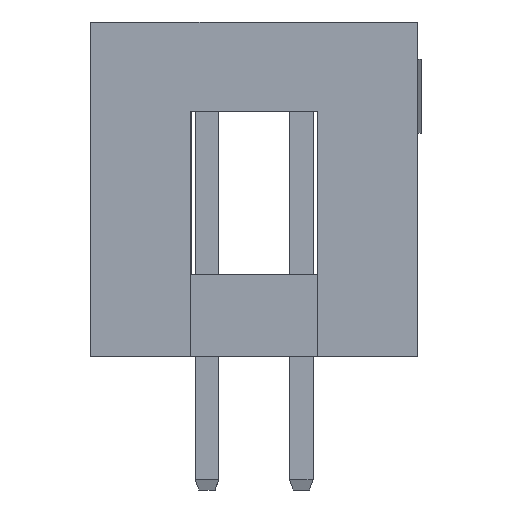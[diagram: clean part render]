
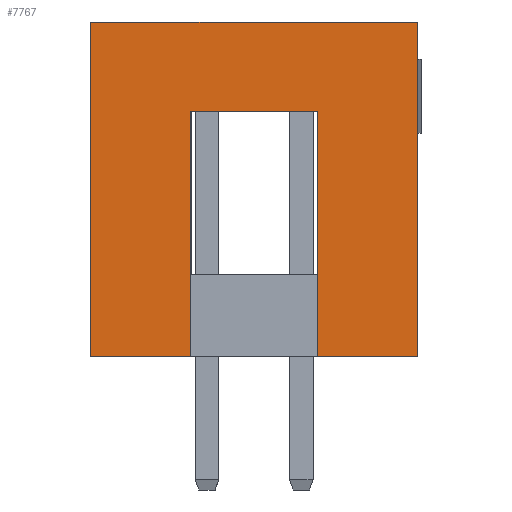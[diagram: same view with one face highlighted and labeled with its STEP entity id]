
A CAD part, left-side view. The second image highlights one B-rep face of the part: STEP entity #7767.
In plain terms, the highlighted planar face has unit normal (-1, 0, 0).
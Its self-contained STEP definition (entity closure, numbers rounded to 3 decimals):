
#318 = CARTESIAN_POINT ( 'NONE',  ( -5.17, -3.13, 9. ) ) ;
#448 = EDGE_CURVE ( 'NONE', #5807, #4681, #1293, .T. ) ;
#955 = FACE_OUTER_BOUND ( 'NONE', #8410, .T. ) ;
#1079 = LINE ( 'NONE', #6306, #7660 ) ;
#1206 = EDGE_CURVE ( 'NONE', #7331, #9556, #1079, .T. ) ;
#1293 = LINE ( 'NONE', #9865, #8781 ) ;
#1465 = CARTESIAN_POINT ( 'NONE',  ( -5.17, 2.97, 6.6 ) ) ;
#1703 = VERTEX_POINT ( 'NONE', #11749 ) ;
#1733 = ORIENTED_EDGE ( 'NONE', *, *, #1206, .F. ) ;
#1938 = ORIENTED_EDGE ( 'NONE', *, *, #12009, .T. ) ;
#2171 = LINE ( 'NONE', #12431, #6581 ) ;
#2348 = CARTESIAN_POINT ( 'NONE',  ( -5.17, -0.43, 0. ) ) ;
#2848 = VECTOR ( 'NONE', #6918, 1000. ) ;
#3014 = DIRECTION ( 'NONE',  ( 0., -1., 0. ) ) ;
#3224 = CARTESIAN_POINT ( 'NONE',  ( -5.17, 0., 0. ) ) ;
#3497 = DIRECTION ( 'NONE',  ( 0., -1., 0. ) ) ;
#3522 = ORIENTED_EDGE ( 'NONE', *, *, #7469, .T. ) ;
#3532 = CARTESIAN_POINT ( 'NONE',  ( -5.17, 5.67, 0. ) ) ;
#3564 = DIRECTION ( 'NONE',  ( 0., 0., -1. ) ) ;
#4670 = CARTESIAN_POINT ( 'NONE',  ( -5.17, 0., 6.6 ) ) ;
#4681 = VERTEX_POINT ( 'NONE', #4800 ) ;
#4800 = CARTESIAN_POINT ( 'NONE',  ( -5.17, 2.97, 0. ) ) ;
#5442 = VERTEX_POINT ( 'NONE', #11323 ) ;
#5446 = DIRECTION ( 'NONE',  ( -1., 0., 0. ) ) ;
#5806 = EDGE_CURVE ( 'NONE', #7548, #13999, #9114, .T. ) ;
#5807 = VERTEX_POINT ( 'NONE', #13838 ) ;
#6303 = ORIENTED_EDGE ( 'NONE', *, *, #5806, .T. ) ;
#6306 = CARTESIAN_POINT ( 'NONE',  ( -5.17, 0., 9. ) ) ;
#6518 = VECTOR ( 'NONE', #3497, 1000. ) ;
#6541 = DIRECTION ( 'NONE',  ( 0., 0., 1. ) ) ;
#6581 = VECTOR ( 'NONE', #6541, 1000. ) ;
#6650 = LINE ( 'NONE', #8940, #6518 ) ;
#6864 = ORIENTED_EDGE ( 'NONE', *, *, #8123, .T. ) ;
#6918 = DIRECTION ( 'NONE',  ( 0., 0., 1. ) ) ;
#7231 = VECTOR ( 'NONE', #9441, 1000. ) ;
#7331 = VERTEX_POINT ( 'NONE', #9348 ) ;
#7469 = EDGE_CURVE ( 'NONE', #1703, #9556, #2171, .T. ) ;
#7510 = CARTESIAN_POINT ( 'NONE',  ( -5.17, 2.97, 0. ) ) ;
#7548 = VERTEX_POINT ( 'NONE', #1465 ) ;
#7660 = VECTOR ( 'NONE', #3014, 1000. ) ;
#7699 = VECTOR ( 'NONE', #11840, 1000. ) ;
#7767 = ADVANCED_FACE ( 'NONE', ( #955 ), #12991, .T. ) ;
#8123 = EDGE_CURVE ( 'NONE', #4681, #7548, #10848, .T. ) ;
#8410 = EDGE_LOOP ( 'NONE', ( #6864, #6303, #1938, #10450, #3522, #1733, #8651, #13359 ) ) ;
#8651 = ORIENTED_EDGE ( 'NONE', *, *, #13700, .F. ) ;
#8781 = VECTOR ( 'NONE', #12125, 1000. ) ;
#8940 = CARTESIAN_POINT ( 'NONE',  ( -5.17, 0., 0. ) ) ;
#9114 = LINE ( 'NONE', #4670, #7231 ) ;
#9348 = CARTESIAN_POINT ( 'NONE',  ( -5.17, 5.67, 9. ) ) ;
#9441 = DIRECTION ( 'NONE',  ( 0., -1., 0. ) ) ;
#9556 = VERTEX_POINT ( 'NONE', #318 ) ;
#9807 = DIRECTION ( 'NONE',  ( 0., 0., 1. ) ) ;
#9823 = CARTESIAN_POINT ( 'NONE',  ( -5.17, -0.43, 6.6 ) ) ;
#9865 = CARTESIAN_POINT ( 'NONE',  ( -5.17, 0., 0. ) ) ;
#10450 = ORIENTED_EDGE ( 'NONE', *, *, #12976, .T. ) ;
#10848 = LINE ( 'NONE', #7510, #7699 ) ;
#11142 = LINE ( 'NONE', #2348, #13002 ) ;
#11323 = CARTESIAN_POINT ( 'NONE',  ( -5.17, -0.43, 0. ) ) ;
#11749 = CARTESIAN_POINT ( 'NONE',  ( -5.17, -3.13, 0. ) ) ;
#11840 = DIRECTION ( 'NONE',  ( 0., 0., 1. ) ) ;
#12009 = EDGE_CURVE ( 'NONE', #13999, #5442, #11142, .T. ) ;
#12125 = DIRECTION ( 'NONE',  ( 0., -1., 0. ) ) ;
#12431 = CARTESIAN_POINT ( 'NONE',  ( -5.17, -3.13, 0. ) ) ;
#12976 = EDGE_CURVE ( 'NONE', #5442, #1703, #6650, .T. ) ;
#12991 = PLANE ( 'NONE',  #13872 ) ;
#13002 = VECTOR ( 'NONE', #3564, 1000. ) ;
#13289 = LINE ( 'NONE', #3532, #2848 ) ;
#13359 = ORIENTED_EDGE ( 'NONE', *, *, #448, .T. ) ;
#13700 = EDGE_CURVE ( 'NONE', #5807, #7331, #13289, .T. ) ;
#13838 = CARTESIAN_POINT ( 'NONE',  ( -5.17, 5.67, 0. ) ) ;
#13872 = AXIS2_PLACEMENT_3D ( 'NONE', #3224, #5446, #9807 ) ;
#13999 = VERTEX_POINT ( 'NONE', #9823 ) ;
